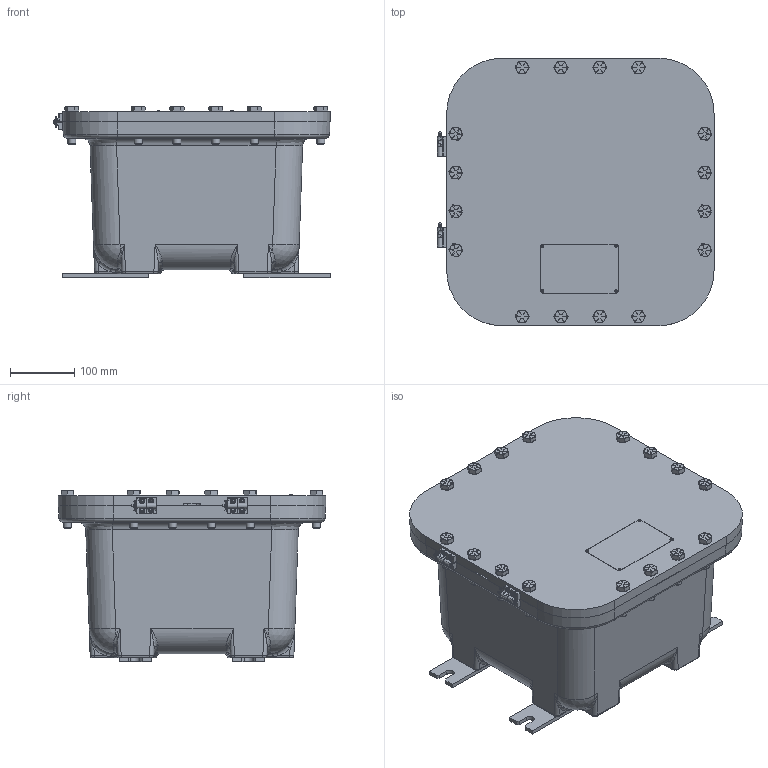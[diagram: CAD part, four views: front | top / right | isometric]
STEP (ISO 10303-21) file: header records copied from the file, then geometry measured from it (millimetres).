
FILE_DESCRIPTION(/* description */ (''),/* implementation_level */ '2;1');
FILE_NAME(/* name */ 'KIL_EXBLTP-12128 N34.stp',/* time_stamp */ '2018-01-11T21:27:13+06:00',/* author */ ('avenkatesan'),/* organization */ (''),/* preprocessor_version */ 'ST-DEVELOPER v17',/* originating_system */ 'Autodesk Inventor 2018',/* authorisation */ '');
FILE_SCHEMA (('AUTOMOTIVE_DESIGN { 1 0 10303 214 3 1 1 }'));
Products named in the file (16): EXBLTP - 12128 N4; 25365ABAM (EXBLT-12128); 25327AAAM; 0720361B; 20859AAAB; SEE NX DRAWING 16464.PRT; 0106275B; 16972AAAB; 14729AAIB-1212; HINGE 12; 24558-1; 24557; 24559-1; 24557_1; SAE J487a - 1/16 x 1/2   Extended Prong Square Cut Type; 17028
Assembly tree (47 placements, depth 4):
  EXBLTP - 12128 N4
    25365ABAM (EXBLT-12128)
    25327AAAM
    0720361B  x16
    20859AAAB
    SEE NX DRAWING 16464.PRT  x4
    0106275B  x4
    16972AAAB  x8
    14729AAIB-1212
    HINGE 12  x2
      24558-1
        24557
        24559-1
      24557_1
      SAE J487a - 1/16 x 1/2   Extended Prong Square Cut Type
      17028
Bounding box: 431.01 x 415.93 x 267.22 mm (x, y, z)
Volume: 10104562.4 mm3; surface area: 1408836.7 mm2
Topology: 52 solids, 53 shells, 3618 faces, 9240 edges, 5854 vertices
Faces by surface type: plane 2334, bspline 598, cylinder 368, cone 208, torus 96, sphere 14
Full cylindrical faces by diameter (mm): 1.984 x2, 2.502 x4, 2.778 x4, 3.797 x8, 3.816 x2, 3.969 x2, 4.013 x8, 4.089 x2, 4.366 x8, 7.798 x16, 8.179 x8, 8.731 x8, 9.286 x8, 10.312 x8, 10.592 x16, 12.423 x16, 13.494 x16, 19.05 x16
Entity records: 65310 total; most frequent: CARTESIAN_POINT 24364, ORIENTED_EDGE 8702, DIRECTION 7240, EDGE_CURVE 4351, VERTEX_POINT 2776, AXIS2_PLACEMENT_3D 2466, LINE 2308, VECTOR 2308
